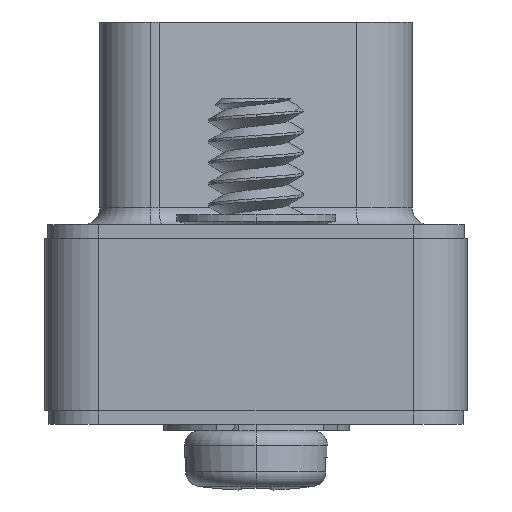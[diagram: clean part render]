
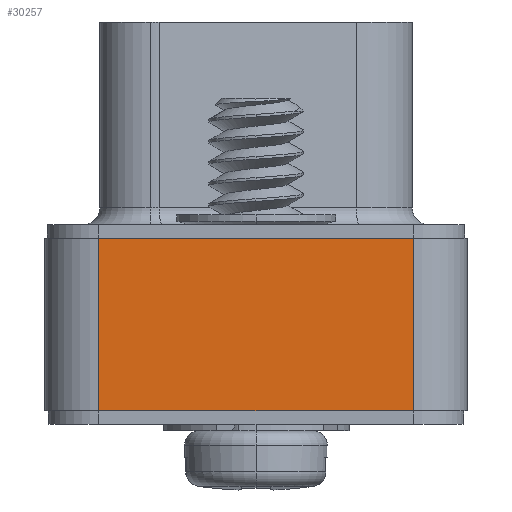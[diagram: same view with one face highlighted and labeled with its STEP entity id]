
A CAD part, left-side view. The second image highlights one B-rep face of the part: STEP entity #30257.
In plain terms, the highlighted planar face has unit normal (-1, 0, 0).
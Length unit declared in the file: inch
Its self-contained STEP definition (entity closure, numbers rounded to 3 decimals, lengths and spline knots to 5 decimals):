
#1185 = CARTESIAN_POINT ( 'NONE',  ( -1.04894, -0.18606, 0.20472 ) ) ;
#1417 = CARTESIAN_POINT ( 'NONE',  ( -1.04894, 0.18606, 2.37711 ) ) ;
#1770 = DIRECTION ( 'NONE',  ( 0., 0., -1. ) ) ;
#2269 = ORIENTED_EDGE ( 'NONE', *, *, #28411, .F. ) ;
#2339 = LINE ( 'NONE', #1417, #28529 ) ;
#3705 = DIRECTION ( 'NONE',  ( -1., 0., 0. ) ) ;
#5727 = EDGE_CURVE ( 'NONE', #27031, #29500, #10090, .T. ) ;
#7511 = EDGE_LOOP ( 'NONE', ( #20802, #12131, #35861, #2269 ) ) ;
#7800 = VECTOR ( 'NONE', #18304, 39.37008 ) ;
#10090 = LINE ( 'NONE', #23025, #34276 ) ;
#10617 = EDGE_CURVE ( 'NONE', #27031, #39201, #2339, .T. ) ;
#12131 = ORIENTED_EDGE ( 'NONE', *, *, #10617, .T. ) ;
#12679 = CARTESIAN_POINT ( 'NONE',  ( -1.04894, 0.18606, 0. ) ) ;
#13123 = PLANE ( 'NONE',  #20335 ) ;
#14019 = VECTOR ( 'NONE', #1770, 39.37008 ) ;
#16248 = LINE ( 'NONE', #37365, #7800 ) ;
#18304 = DIRECTION ( 'NONE',  ( 0., 1., 0. ) ) ;
#20335 = AXIS2_PLACEMENT_3D ( 'NONE', #35209, #3705, #25767 ) ;
#20802 = ORIENTED_EDGE ( 'NONE', *, *, #5727, .F. ) ;
#21287 = VERTEX_POINT ( 'NONE', #22720 ) ;
#21684 = EDGE_CURVE ( 'NONE', #21287, #39201, #16248, .T. ) ;
#22394 = LINE ( 'NONE', #30075, #14019 ) ;
#22720 = CARTESIAN_POINT ( 'NONE',  ( -1.04894, -0.18606, 0. ) ) ;
#22866 = DIRECTION ( 'NONE',  ( 0., -1., 0. ) ) ;
#23025 = CARTESIAN_POINT ( 'NONE',  ( -1.04894, 0.18606, 0.20472 ) ) ;
#23487 = DIRECTION ( 'NONE',  ( 0., 0., -1. ) ) ;
#25767 = DIRECTION ( 'NONE',  ( 0., -1., 0. ) ) ;
#27031 = VERTEX_POINT ( 'NONE', #32124 ) ;
#28411 = EDGE_CURVE ( 'NONE', #29500, #21287, #22394, .T. ) ;
#28529 = VECTOR ( 'NONE', #23487, 39.37008 ) ;
#29500 = VERTEX_POINT ( 'NONE', #1185 ) ;
#30075 = CARTESIAN_POINT ( 'NONE',  ( -1.04894, -0.18606, 2.37711 ) ) ;
#30257 = ADVANCED_FACE ( 'NONE', ( #39518 ), #13123, .T. ) ;
#32124 = CARTESIAN_POINT ( 'NONE',  ( -1.04894, 0.18606, 0.20472 ) ) ;
#34276 = VECTOR ( 'NONE', #22866, 39.37008 ) ;
#35209 = CARTESIAN_POINT ( 'NONE',  ( -1.04894, 0.18606, 2.37711 ) ) ;
#35861 = ORIENTED_EDGE ( 'NONE', *, *, #21684, .F. ) ;
#37365 = CARTESIAN_POINT ( 'NONE',  ( -1.04894, 0.18606, 0. ) ) ;
#39201 = VERTEX_POINT ( 'NONE', #12679 ) ;
#39518 = FACE_OUTER_BOUND ( 'NONE', #7511, .T. ) ;
